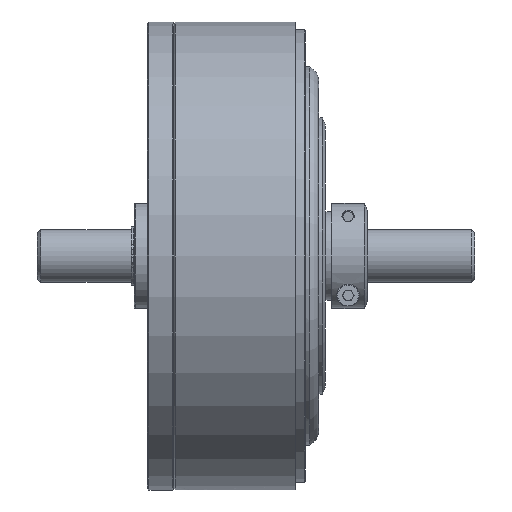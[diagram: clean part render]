
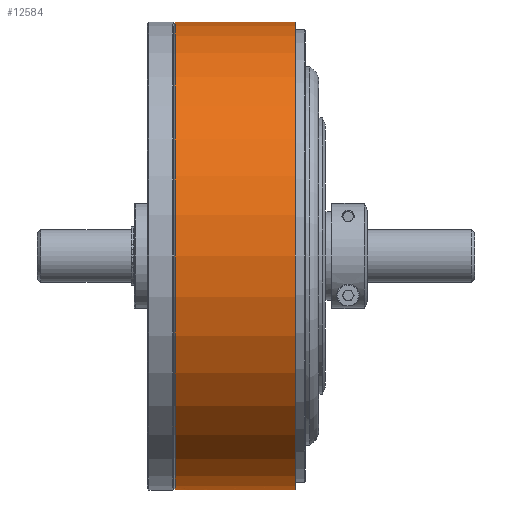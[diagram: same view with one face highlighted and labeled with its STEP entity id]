
A CAD part, front view. The second image highlights one B-rep face of the part: STEP entity #12584.
In plain terms, the highlighted cylindrical face has radius 113.03 mm (diameter 226.06 mm), a partial arc.
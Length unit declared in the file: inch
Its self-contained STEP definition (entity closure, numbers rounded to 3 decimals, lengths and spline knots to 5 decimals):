
#191 = EDGE_CURVE ( 'NONE', #13294, #12979, #3097, .T. ) ;
#193 = EDGE_CURVE ( 'NONE', #13200, #13172, #12292, .T. ) ;
#196 = EDGE_CURVE ( 'NONE', #13358, #13345, #3101, .T. ) ;
#686 = EDGE_CURVE ( 'NONE', #13345, #13294, #6296, .T. ) ;
#688 = EDGE_CURVE ( 'NONE', #12903, #12979, #6292, .T. ) ;
#723 = EDGE_CURVE ( 'NONE', #13358, #13200, #6335, .T. ) ;
#957 = AXIS2_PLACEMENT_3D ( 'NONE', #14165, #14203, #14204 ) ;
#961 = AXIS2_PLACEMENT_3D ( 'NONE', #14226, #14233, #14234 ) ;
#3097 = CIRCLE ( 'NONE', #957, 4.45 ) ;
#3101 = CIRCLE ( 'NONE', #961, 4.45 ) ;
#5202 = CARTESIAN_POINT ( 'NONE',  ( -0.14524, 0., 4.45 ) ) ;
#5203 = DIRECTION ( 'NONE',  ( -1., 0., 0. ) ) ;
#5207 = CARTESIAN_POINT ( 'NONE',  ( -0.14524, 0., -4.45 ) ) ;
#5208 = DIRECTION ( 'NONE',  ( -1., 0., 0. ) ) ;
#5435 = CARTESIAN_POINT ( 'NONE',  ( -0.14524, 0., -4.45 ) ) ;
#5436 = DIRECTION ( 'NONE',  ( -1., 0., 0. ) ) ;
#6291 = VECTOR ( 'NONE', #5203, 39.37008 ) ;
#6292 = LINE ( 'NONE', #5207, #6295 ) ;
#6295 = VECTOR ( 'NONE', #5208, 39.37008 ) ;
#6296 = LINE ( 'NONE', #5202, #6291 ) ;
#6335 = LINE ( 'NONE', #5435, #6336 ) ;
#6336 = VECTOR ( 'NONE', #5436, 39.37008 ) ;
#7060 = FACE_OUTER_BOUND ( 'NONE', #11403, .T. ) ;
#7069 = CYLINDRICAL_SURFACE ( 'NONE', #7557, 4.45 ) ;
#7557 = AXIS2_PLACEMENT_3D ( 'NONE', #9166, #9165, #9161 ) ;
#8007 = CARTESIAN_POINT ( 'NONE',  ( 0.775, -0.125, -4.44824 ) ) ;
#8020 = CARTESIAN_POINT ( 'NONE',  ( 0.76684, -0.125, -4.44824 ) ) ;
#8021 = CARTESIAN_POINT ( 'NONE',  ( 0.75873, -0.12421, -4.44827 ) ) ;
#8022 = CARTESIAN_POINT ( 'NONE',  ( 0.74261, -0.12101, -4.44835 ) ) ;
#8023 = CARTESIAN_POINT ( 'NONE',  ( 0.7347, -0.11861, -4.44842 ) ) ;
#8024 = CARTESIAN_POINT ( 'NONE',  ( 0.71965, -0.11237, -4.44858 ) ) ;
#8025 = CARTESIAN_POINT ( 'NONE',  ( 0.7124, -0.10851, -4.44868 ) ) ;
#8026 = CARTESIAN_POINT ( 'NONE',  ( 0.6987, -0.09936, -4.44889 ) ) ;
#8027 = CARTESIAN_POINT ( 'NONE',  ( 0.6924, -0.09418, -4.44901 ) ) ;
#8028 = CARTESIAN_POINT ( 'NONE',  ( 0.68087, -0.08265, -4.44924 ) ) ;
#8029 = CARTESIAN_POINT ( 'NONE',  ( 0.67559, -0.07622, -4.44935 ) ) ;
#8030 = CARTESIAN_POINT ( 'NONE',  ( 0.66651, -0.06262, -4.44956 ) ) ;
#8031 = CARTESIAN_POINT ( 'NONE',  ( 0.66267, -0.05544, -4.44966 ) ) ;
#8032 = CARTESIAN_POINT ( 'NONE',  ( 0.65639, -0.04031, -4.44982 ) ) ;
#8033 = CARTESIAN_POINT ( 'NONE',  ( 0.65399, -0.03235, -4.44989 ) ) ;
#8034 = CARTESIAN_POINT ( 'NONE',  ( 0.65081, -0.01637, -4.44998 ) ) ;
#8035 = CARTESIAN_POINT ( 'NONE',  ( 0.65, -0.00825, -4.45 ) ) ;
#8036 = CARTESIAN_POINT ( 'NONE',  ( 0.65, 0., -4.45 ) ) ;
#9161 = DIRECTION ( 'NONE',  ( 0., 0., 1. ) ) ;
#9165 = DIRECTION ( 'NONE',  ( -1., 0., 0. ) ) ;
#9166 = CARTESIAN_POINT ( 'NONE',  ( -0.14524, 0., 0. ) ) ;
#10118 = CARTESIAN_POINT ( 'NONE',  ( 0.65, 0., -4.45 ) ) ;
#10194 = CARTESIAN_POINT ( 'NONE',  ( 0.527, 0., -4.45 ) ) ;
#10387 = CARTESIAN_POINT ( 'NONE',  ( 0.775, -0.125, -4.44824 ) ) ;
#10415 = CARTESIAN_POINT ( 'NONE',  ( 0.9, 0., -4.45 ) ) ;
#10877 = CARTESIAN_POINT ( 'NONE',  ( 0.527, 0., 4.45 ) ) ;
#10928 = CARTESIAN_POINT ( 'NONE',  ( 2.813, 0., 4.45 ) ) ;
#10941 = CARTESIAN_POINT ( 'NONE',  ( 2.813, 0., -4.45 ) ) ;
#11403 = EDGE_LOOP ( 'NONE', ( #14313, #14314, #14315, #14316, #14317, #14318, #14258 ) ) ;
#11855 = EDGE_CURVE ( 'NONE', #13172, #12903, #12391, .T. ) ;
#12292 = B_SPLINE_CURVE_WITH_KNOTS ( 'NONE', 3,
 ( #14171, #14209, #14210, #14211, #14212, #14213, #14214, #14215, #14216, #14217, #14218, #14219, #14220, #14221, #14222, #14223, #14224, #14225 ),
 .UNSPECIFIED., .F., .F.,
 ( 4, 2, 2, 2, 2, 2, 2, 2, 4 ),
 ( 0.00496, 0.00558, 0.00621, 0.00683, 0.00745, 0.00807, 0.00869, 0.00931, 0.00993 ),
 .UNSPECIFIED. ) ;
#12391 = B_SPLINE_CURVE_WITH_KNOTS ( 'NONE', 3,
 ( #8007, #8020, #8021, #8022, #8023, #8024, #8025, #8026, #8027, #8028, #8029, #8030, #8031, #8032, #8033, #8034, #8035, #8036 ),
 .UNSPECIFIED., .F., .F.,
 ( 4, 2, 2, 2, 2, 2, 2, 2, 4 ),
 ( 0.00993, 0.01055, 0.01117, 0.01179, 0.01241, 0.01303, 0.01365, 0.01427, 0.01489 ),
 .UNSPECIFIED. ) ;
#12584 = ADVANCED_FACE ( 'NONE', ( #7060 ), #7069, .T. ) ;
#12903 = VERTEX_POINT ( 'NONE', #10118 ) ;
#12979 = VERTEX_POINT ( 'NONE', #10194 ) ;
#13172 = VERTEX_POINT ( 'NONE', #10387 ) ;
#13200 = VERTEX_POINT ( 'NONE', #10415 ) ;
#13294 = VERTEX_POINT ( 'NONE', #10877 ) ;
#13345 = VERTEX_POINT ( 'NONE', #10928 ) ;
#13358 = VERTEX_POINT ( 'NONE', #10941 ) ;
#14165 = CARTESIAN_POINT ( 'NONE',  ( 0.527, 0., 0. ) ) ;
#14171 = CARTESIAN_POINT ( 'NONE',  ( 0.9, 0., -4.45 ) ) ;
#14203 = DIRECTION ( 'NONE',  ( 1., 0., 0. ) ) ;
#14204 = DIRECTION ( 'NONE',  ( 0., 0., -1. ) ) ;
#14209 = CARTESIAN_POINT ( 'NONE',  ( 0.9, -0.00815, -4.45 ) ) ;
#14210 = CARTESIAN_POINT ( 'NONE',  ( 0.89918, -0.01643, -4.44998 ) ) ;
#14211 = CARTESIAN_POINT ( 'NONE',  ( 0.89599, -0.03246, -4.44989 ) ) ;
#14212 = CARTESIAN_POINT ( 'NONE',  ( 0.89363, -0.04025, -4.44982 ) ) ;
#14213 = CARTESIAN_POINT ( 'NONE',  ( 0.88736, -0.05538, -4.44966 ) ) ;
#14214 = CARTESIAN_POINT ( 'NONE',  ( 0.88345, -0.0627, -4.44956 ) ) ;
#14215 = CARTESIAN_POINT ( 'NONE',  ( 0.87439, -0.07624, -4.44935 ) ) ;
#14216 = CARTESIAN_POINT ( 'NONE',  ( 0.86923, -0.08255, -4.44924 ) ) ;
#14217 = CARTESIAN_POINT ( 'NONE',  ( 0.85756, -0.09422, -4.44901 ) ) ;
#14218 = CARTESIAN_POINT ( 'NONE',  ( 0.85123, -0.0994, -4.44889 ) ) ;
#14219 = CARTESIAN_POINT ( 'NONE',  ( 0.8377, -0.10845, -4.44868 ) ) ;
#14220 = CARTESIAN_POINT ( 'NONE',  ( 0.83039, -0.11236, -4.44858 ) ) ;
#14221 = CARTESIAN_POINT ( 'NONE',  ( 0.81525, -0.11863, -4.44842 ) ) ;
#14222 = CARTESIAN_POINT ( 'NONE',  ( 0.80745, -0.12099, -4.44836 ) ) ;
#14223 = CARTESIAN_POINT ( 'NONE',  ( 0.79144, -0.12418, -4.44827 ) ) ;
#14224 = CARTESIAN_POINT ( 'NONE',  ( 0.78316, -0.125, -4.44824 ) ) ;
#14225 = CARTESIAN_POINT ( 'NONE',  ( 0.775, -0.125, -4.44824 ) ) ;
#14226 = CARTESIAN_POINT ( 'NONE',  ( 2.813, 0., 0. ) ) ;
#14233 = DIRECTION ( 'NONE',  ( -1., 0., 0. ) ) ;
#14234 = DIRECTION ( 'NONE',  ( 0., 0., 1. ) ) ;
#14258 = ORIENTED_EDGE ( 'NONE', *, *, #193, .F. ) ;
#14313 = ORIENTED_EDGE ( 'NONE', *, *, #723, .F. ) ;
#14314 = ORIENTED_EDGE ( 'NONE', *, *, #196, .T. ) ;
#14315 = ORIENTED_EDGE ( 'NONE', *, *, #686, .T. ) ;
#14316 = ORIENTED_EDGE ( 'NONE', *, *, #191, .T. ) ;
#14317 = ORIENTED_EDGE ( 'NONE', *, *, #688, .F. ) ;
#14318 = ORIENTED_EDGE ( 'NONE', *, *, #11855, .F. ) ;
